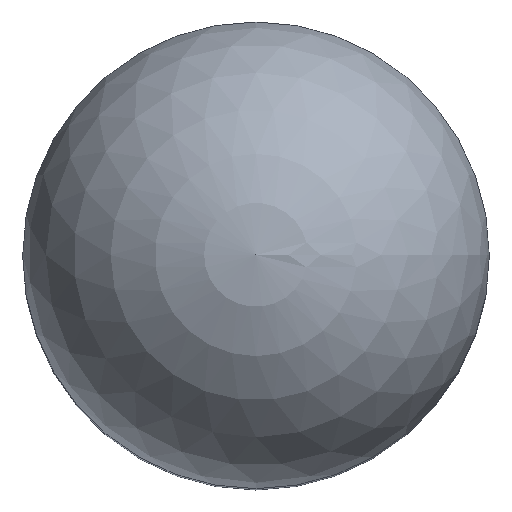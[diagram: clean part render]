
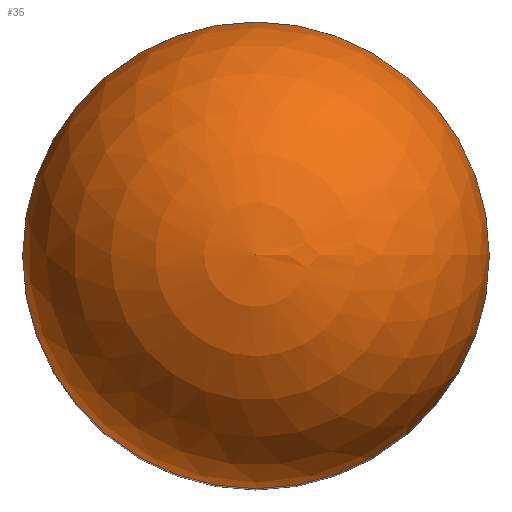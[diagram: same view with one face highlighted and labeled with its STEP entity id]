
A CAD part, top view. The second image highlights one B-rep face of the part: STEP entity #35.
In plain terms, the highlighted spherical face has radius 11.55 mm.
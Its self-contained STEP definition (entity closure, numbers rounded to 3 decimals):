
#35 = ADVANCED_FACE( '', ( #67 ), #68, .T. );
#67 = FACE_OUTER_BOUND( '', #92, .T. );
#68 = SPHERICAL_SURFACE( '', #93, 11.55 );
#92 = EDGE_LOOP( '', ( #117 ) );
#93 = AXIS2_PLACEMENT_3D( '', #118, #119, #120 );
#117 = ORIENTED_EDGE( '', *, *, #131, .T. );
#118 = CARTESIAN_POINT( '', ( 0., 0., 38.1 ) );
#119 = DIRECTION( '', ( 0., 0., 1. ) );
#120 = DIRECTION( '', ( 1., 0., 0. ) );
#131 = EDGE_CURVE( '', #142, #142, #143, .T. );
#142 = VERTEX_POINT( '', #155 );
#143 = CIRCLE( '', #156, 11.55 );
#155 = CARTESIAN_POINT( '', ( 11.55, 0., 38.1 ) );
#156 = AXIS2_PLACEMENT_3D( '', #168, #169, #170 );
#168 = CARTESIAN_POINT( '', ( 0., 0., 38.1 ) );
#169 = DIRECTION( '', ( 0., 0., 1. ) );
#170 = DIRECTION( '', ( 1., 0., 0. ) );
